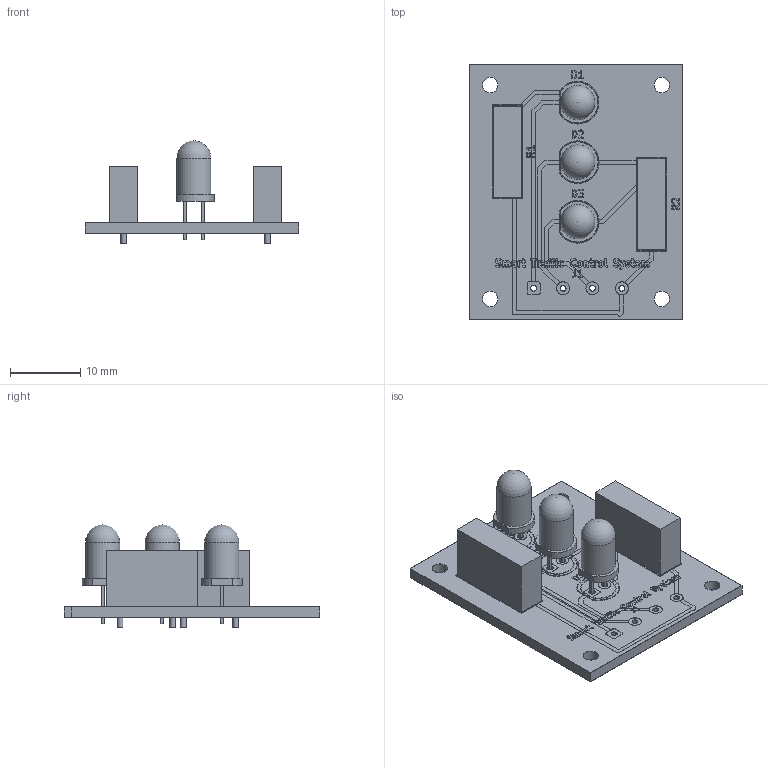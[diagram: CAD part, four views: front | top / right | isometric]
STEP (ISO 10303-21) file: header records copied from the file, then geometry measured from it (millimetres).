
FILE_DESCRIPTION(('KiCad electronic assembly'),'2;1');
FILE_NAME('Traffic Control System.step','2025-03-06T15:50:08',('Pcbnew') ,('Kicad'),'Open CASCADE STEP processor 7.8','KiCad to STEP converter' ,'Unknown');
FILE_SCHEMA(('AUTOMOTIVE_DESIGN { 1 0 10303 214 1 1 1 1 }'));
Length unit declared in the file: millimetre
Products named in the file (7): Traffic Control System 1; R_Box_L13.0mm_W4.0mm_P9.00mm; LED_D5.0mm_Clear; Traffic Control System_copper; Traffic Control System_silkscreen; Traffic Control System_soldermask; Traffic Control System_PCB
Assembly tree (9 placements, depth 2):
  Traffic Control System 1
    R_Box_L13.0mm_W4.0mm_P9.00mm  x2
    LED_D5.0mm_Clear  x3
    Traffic Control System_copper
    Traffic Control System_silkscreen
    Traffic Control System_soldermask
    Traffic Control System_PCB
Bounding box: 30.5 x 36.5 x 14.6 mm (x, y, z)
Volume: 2955.1 mm3; surface area: 6402 mm2
Topology: 12 solids, 54 shells, 365 faces, 1777 edges, 1516 vertices
Faces by surface type: plane 274, cylinder 88, sphere 3
Full cylindrical faces by diameter (mm): 0.8 x8, 0.85 x14, 0.9 x12, 0.95 x4, 1 x8, 1.8 x6, 1.85 x6, 2 x8, 2.2 x4, 4.9 x3
Entity records: 17947 total; most frequent: CARTESIAN_POINT 3479, DIRECTION 2785, ORIENTED_EDGE 2402, EDGE_CURVE 1688, VERTEX_POINT 1458, LINE 1257, VECTOR 1257, AXIS2_PLACEMENT_3D 764
